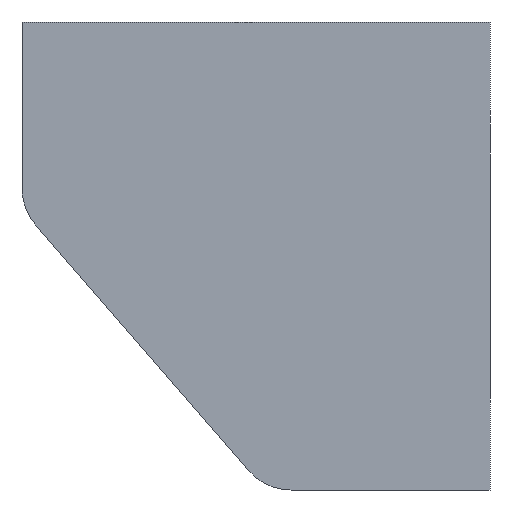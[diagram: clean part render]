
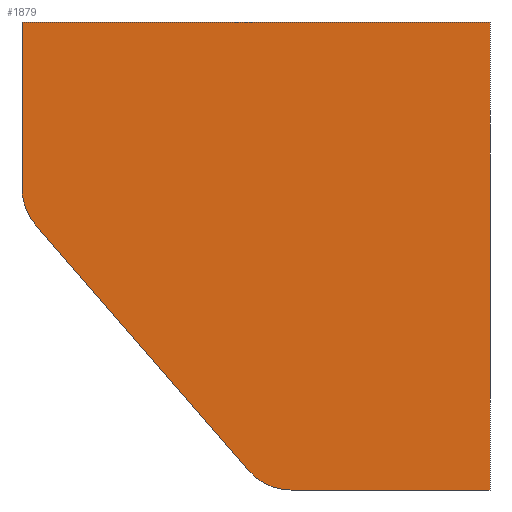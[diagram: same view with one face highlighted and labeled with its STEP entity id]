
A CAD part, left-side view. The second image highlights one B-rep face of the part: STEP entity #1879.
In plain terms, the highlighted planar face has unit normal (-1, 0, 0).
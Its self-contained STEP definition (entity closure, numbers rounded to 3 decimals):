
#28 = CARTESIAN_POINT ( 'NONE',  ( -9.5, 0., 0. ) ) ;
#58 = ORIENTED_EDGE ( 'NONE', *, *, #219, .F. ) ;
#187 = DIRECTION ( 'NONE',  ( 0., 0., -1. ) ) ;
#219 = EDGE_CURVE ( 'NONE', #1512, #1118, #1261, .T. ) ;
#288 = ORIENTED_EDGE ( 'NONE', *, *, #1221, .F. ) ;
#296 = ORIENTED_EDGE ( 'NONE', *, *, #1897, .F. ) ;
#317 = VERTEX_POINT ( 'NONE', #327 ) ;
#327 = CARTESIAN_POINT ( 'NONE',  ( -9.5, 25., 16.119 ) ) ;
#340 = LINE ( 'NONE', #1311, #1285 ) ;
#349 = FACE_OUTER_BOUND ( 'NONE', #2030, .T. ) ;
#422 = CARTESIAN_POINT ( 'NONE',  ( -9.5, 10.63, 3. ) ) ;
#434 = CARTESIAN_POINT ( 'NONE',  ( -9.5, 0., 25. ) ) ;
#443 = VERTEX_POINT ( 'NONE', #1957 ) ;
#460 = DIRECTION ( 'NONE',  ( 0., 0., 1. ) ) ;
#462 = ORIENTED_EDGE ( 'NONE', *, *, #1312, .F. ) ;
#506 = PLANE ( 'NONE',  #916 ) ;
#512 = LINE ( 'NONE', #2054, #1474 ) ;
#529 = DIRECTION ( 'NONE',  ( 0., 0., 1. ) ) ;
#556 = CARTESIAN_POINT ( 'NONE',  ( -9.5, 22., 16.119 ) ) ;
#607 = CIRCLE ( 'NONE', #1143, 3. ) ;
#658 = CARTESIAN_POINT ( 'NONE',  ( -9.5, 0., 0. ) ) ;
#693 = DIRECTION ( 'NONE',  ( -1., 0., 0. ) ) ;
#706 = LINE ( 'NONE', #1815, #1533 ) ;
#740 = DIRECTION ( 'NONE',  ( -1., 0., 0. ) ) ;
#756 = DIRECTION ( 'NONE',  ( 0., 0.655, 0.756 ) ) ;
#773 = CARTESIAN_POINT ( 'NONE',  ( -9.5, 25., 25. ) ) ;
#876 = AXIS2_PLACEMENT_3D ( 'NONE', #422, #740, #460 ) ;
#916 = AXIS2_PLACEMENT_3D ( 'NONE', #658, #693, #1328 ) ;
#1050 = CARTESIAN_POINT ( 'NONE',  ( -9.5, 12.897, 1.035 ) ) ;
#1080 = VERTEX_POINT ( 'NONE', #434 ) ;
#1118 = VERTEX_POINT ( 'NONE', #2016 ) ;
#1120 = EDGE_CURVE ( 'NONE', #1512, #1754, #1739, .T. ) ;
#1143 = AXIS2_PLACEMENT_3D ( 'NONE', #556, #1481, #1981 ) ;
#1174 = EDGE_CURVE ( 'NONE', #1080, #443, #1609, .T. ) ;
#1180 = ORIENTED_EDGE ( 'NONE', *, *, #1174, .F. ) ;
#1221 = EDGE_CURVE ( 'NONE', #443, #1754, #512, .T. ) ;
#1237 = CARTESIAN_POINT ( 'NONE',  ( -9.5, 25., 15. ) ) ;
#1261 = LINE ( 'NONE', #1237, #1929 ) ;
#1285 = VECTOR ( 'NONE', #1782, 1000. ) ;
#1311 = CARTESIAN_POINT ( 'NONE',  ( -9.5, 0., 25. ) ) ;
#1312 = EDGE_CURVE ( 'NONE', #317, #1810, #706, .T. ) ;
#1328 = DIRECTION ( 'NONE',  ( 0., 0., 1. ) ) ;
#1362 = EDGE_CURVE ( 'NONE', #317, #1118, #607, .T. ) ;
#1403 = CARTESIAN_POINT ( 'NONE',  ( -9.5, 10.63, 0. ) ) ;
#1474 = VECTOR ( 'NONE', #1777, 1000. ) ;
#1481 = DIRECTION ( 'NONE',  ( -1., 0., 0. ) ) ;
#1512 = VERTEX_POINT ( 'NONE', #1050 ) ;
#1533 = VECTOR ( 'NONE', #529, 1000. ) ;
#1574 = VECTOR ( 'NONE', #187, 1000. ) ;
#1609 = LINE ( 'NONE', #28, #1574 ) ;
#1658 = ORIENTED_EDGE ( 'NONE', *, *, #1120, .T. ) ;
#1737 = ORIENTED_EDGE ( 'NONE', *, *, #1362, .T. ) ;
#1739 = CIRCLE ( 'NONE', #876, 3. ) ;
#1754 = VERTEX_POINT ( 'NONE', #1403 ) ;
#1777 = DIRECTION ( 'NONE',  ( 0., 1., 0. ) ) ;
#1782 = DIRECTION ( 'NONE',  ( 0., -1., 0. ) ) ;
#1810 = VERTEX_POINT ( 'NONE', #773 ) ;
#1815 = CARTESIAN_POINT ( 'NONE',  ( -9.5, 25., 25. ) ) ;
#1879 = ADVANCED_FACE ( 'NONE', ( #349 ), #506, .T. ) ;
#1897 = EDGE_CURVE ( 'NONE', #1810, #1080, #340, .T. ) ;
#1929 = VECTOR ( 'NONE', #756, 1000. ) ;
#1957 = CARTESIAN_POINT ( 'NONE',  ( -9.5, 0., 0. ) ) ;
#1981 = DIRECTION ( 'NONE',  ( 0., 0., 1. ) ) ;
#2016 = CARTESIAN_POINT ( 'NONE',  ( -9.5, 24.267, 14.154 ) ) ;
#2030 = EDGE_LOOP ( 'NONE', ( #462, #1737, #58, #1658, #288, #1180, #296 ) ) ;
#2054 = CARTESIAN_POINT ( 'NONE',  ( -9.5, 0., 0. ) ) ;
